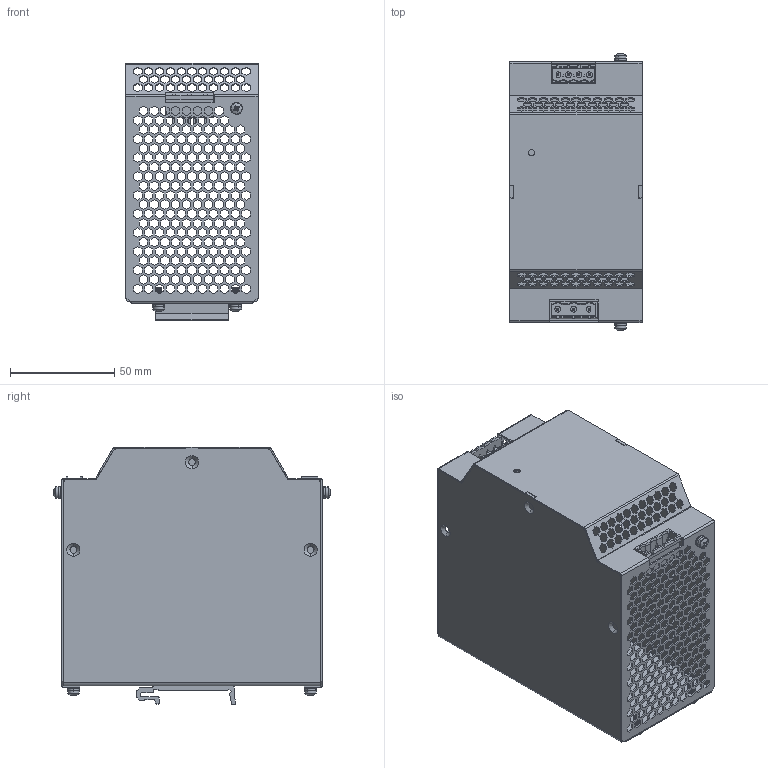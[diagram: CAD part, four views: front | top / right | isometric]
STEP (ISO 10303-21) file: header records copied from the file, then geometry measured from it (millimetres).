
FILE_DESCRIPTION (( 'STEP AP214' ), '1' );
FILE_NAME ('DRS-270-56.STEP', '2025-08-20T06:38:26', ( '' ), ( '' ), 'SwSTEP 2.0', 'SolidWorks 2023', '' );
FILE_SCHEMA (( 'AUTOMOTIVE_DESIGN' ));
Length unit declared in the file: millimetre
Products named in the file (11): __M3-W.0XX_M3x6; __Крепление для DIN-рейки; __gmstbva_2.5_hc-3-g-7.62; __DRS270.000.001_Для чертежей; __mstbv_2.5-4-g-5.08; __M3-W.0XX_M3x9; __ПП DRS-270-PWR-IN (1v0); DRS-270-56; __DRS270.000.002; __LOGOTIP_ELTEX_LOGOTIP_ELTEX; __DRS270.000.000(1)
Assembly tree (13 placements, depth 3):
  DRS-270-56
    __ПП DRS-270-PWR-IN (1v0)
      __mstbv_2.5-4-g-5.08
      __gmstbva_2.5_hc-3-g-7.62
    __DRS270.000.000(1)
      __DRS270.000.001_Для чертежей
      __DRS270.000.002
    __Крепление для DIN-рейки
    __M3-W.0XX_M3x6  x2
    __M3-W.0XX_M3x9  x4
  __LOGOTIP_ELTEX_LOGOTIP_ELTEX
Bounding box: 63.5 x 133.11 x 123.7 mm (x, y, z)
Volume: 69952.9 mm3; surface area: 115965 mm2
Topology: 23 solids, 23 shells, 4321 faces, 12244 edges, 7989 vertices
Faces by surface type: plane 3549, cylinder 365, cone 353, torus 24, bspline 18, sphere 12
Entity records: 124936 total; most frequent: CARTESIAN_POINT 22457, ORIENTED_EDGE 21876, DIRECTION 19216, EDGE_CURVE 10938, VECTOR 10132, LINE 10132, VERTEX_POINT 7193, EDGE_LOOP 4845
